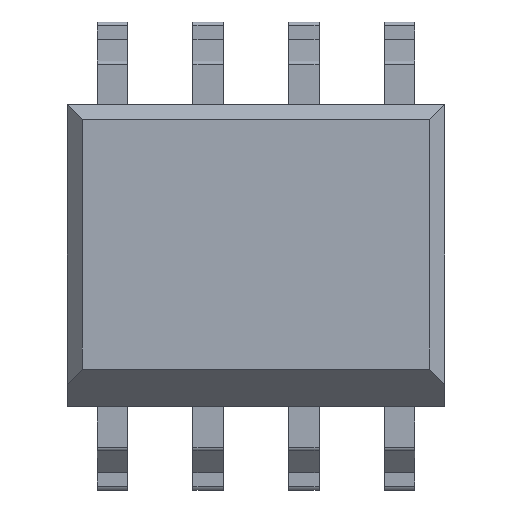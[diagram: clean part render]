
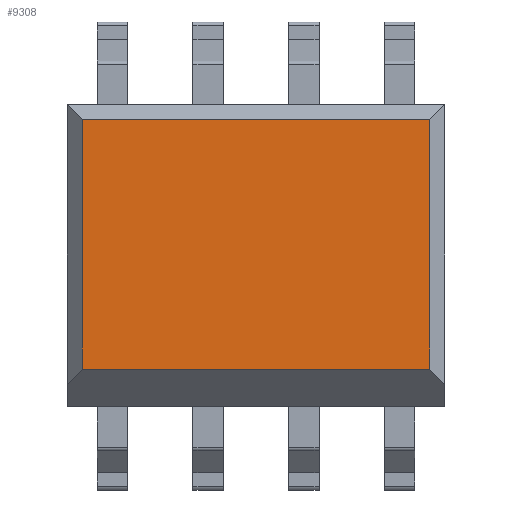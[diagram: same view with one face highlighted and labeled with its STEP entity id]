
A CAD part, top view. The second image highlights one B-rep face of the part: STEP entity #9308.
In plain terms, the highlighted planar face has unit normal (0, 0, 1).
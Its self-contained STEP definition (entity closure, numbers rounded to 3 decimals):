
#8596 = PLANE('',#8597);
#8597 = AXIS2_PLACEMENT_3D('',#8598,#8599,#8600);
#8598 = CARTESIAN_POINT('',(-2.5,1.9,1.65));
#8599 = DIRECTION('',(0.,0.707,0.707));
#8600 = DIRECTION('',(1.,0.,0.));
#8711 = PLANE('',#8712);
#8712 = AXIS2_PLACEMENT_3D('',#8713,#8714,#8715);
#8713 = CARTESIAN_POINT('',(-2.5,-1.75,1.5));
#8714 = DIRECTION('',(0.,-0.707,0.707));
#8715 = DIRECTION('',(-1.,0.,0.));
#8737 = PLANE('',#8738);
#8738 = AXIS2_PLACEMENT_3D('',#8739,#8740,#8741);
#8739 = CARTESIAN_POINT('',(-2.4,-1.5,1.65));
#8740 = DIRECTION('',(-0.707,0.,0.707));
#8741 = DIRECTION('',(0.,1.,0.));
#8860 = EDGE_CURVE('',#8861,#8863,#8865,.T.);
#8861 = VERTEX_POINT('',#8862);
#8862 = CARTESIAN_POINT('',(-2.3,1.8,1.75));
#8863 = VERTEX_POINT('',#8864);
#8864 = CARTESIAN_POINT('',(2.3,1.8,1.75));
#8865 = SURFACE_CURVE('',#8866,(#8870,#8877),.PCURVE_S1.);
#8866 = LINE('',#8867,#8868);
#8867 = CARTESIAN_POINT('',(-2.5,1.8,1.75));
#8868 = VECTOR('',#8869,1.);
#8869 = DIRECTION('',(1.,0.,0.));
#8870 = PCURVE('',#8596,#8871);
#8871 = DEFINITIONAL_REPRESENTATION('',(#8872),#8876);
#8872 = LINE('',#8873,#8874);
#8873 = CARTESIAN_POINT('',(0.,-0.141));
#8874 = VECTOR('',#8875,1.);
#8875 = DIRECTION('',(1.,0.));
#8876 = ( GEOMETRIC_REPRESENTATION_CONTEXT(2) 
PARAMETRIC_REPRESENTATION_CONTEXT() REPRESENTATION_CONTEXT('2D SPACE',''
  ) );
#8877 = PCURVE('',#8878,#8883);
#8878 = PLANE('',#8879);
#8879 = AXIS2_PLACEMENT_3D('',#8880,#8881,#8882);
#8880 = CARTESIAN_POINT('',(-2.5,-2.,1.75));
#8881 = DIRECTION('',(0.,0.,1.));
#8882 = DIRECTION('',(0.,1.,0.));
#8883 = DEFINITIONAL_REPRESENTATION('',(#8884),#8888);
#8884 = LINE('',#8885,#8886);
#8885 = CARTESIAN_POINT('',(3.8,0.));
#8886 = VECTOR('',#8887,1.);
#8887 = DIRECTION('',(0.,-1.));
#8888 = ( GEOMETRIC_REPRESENTATION_CONTEXT(2) 
PARAMETRIC_REPRESENTATION_CONTEXT() REPRESENTATION_CONTEXT('2D SPACE',''
  ) );
#8904 = PLANE('',#8905);
#8905 = AXIS2_PLACEMENT_3D('',#8906,#8907,#8908);
#8906 = CARTESIAN_POINT('',(2.4,-1.5,1.65));
#8907 = DIRECTION('',(-0.707,0.,-0.707));
#8908 = DIRECTION('',(0.,1.,0.));
#9136 = EDGE_CURVE('',#9137,#9139,#9141,.T.);
#9137 = VERTEX_POINT('',#9138);
#9138 = CARTESIAN_POINT('',(-2.3,-1.5,1.75));
#9139 = VERTEX_POINT('',#9140);
#9140 = CARTESIAN_POINT('',(2.3,-1.5,1.75));
#9141 = SURFACE_CURVE('',#9142,(#9146,#9153),.PCURVE_S1.);
#9142 = LINE('',#9143,#9144);
#9143 = CARTESIAN_POINT('',(-2.5,-1.5,1.75));
#9144 = VECTOR('',#9145,1.);
#9145 = DIRECTION('',(1.,0.,0.));
#9146 = PCURVE('',#8711,#9147);
#9147 = DEFINITIONAL_REPRESENTATION('',(#9148),#9152);
#9148 = LINE('',#9149,#9150);
#9149 = CARTESIAN_POINT('',(0.,-0.354));
#9150 = VECTOR('',#9151,1.);
#9151 = DIRECTION('',(-1.,0.));
#9152 = ( GEOMETRIC_REPRESENTATION_CONTEXT(2) 
PARAMETRIC_REPRESENTATION_CONTEXT() REPRESENTATION_CONTEXT('2D SPACE',''
  ) );
#9153 = PCURVE('',#8878,#9154);
#9154 = DEFINITIONAL_REPRESENTATION('',(#9155),#9159);
#9155 = LINE('',#9156,#9157);
#9156 = CARTESIAN_POINT('',(0.5,0.));
#9157 = VECTOR('',#9158,1.);
#9158 = DIRECTION('',(0.,-1.));
#9159 = ( GEOMETRIC_REPRESENTATION_CONTEXT(2) 
PARAMETRIC_REPRESENTATION_CONTEXT() REPRESENTATION_CONTEXT('2D SPACE',''
  ) );
#9210 = EDGE_CURVE('',#9137,#8861,#9211,.T.);
#9211 = SURFACE_CURVE('',#9212,(#9216,#9223),.PCURVE_S1.);
#9212 = LINE('',#9213,#9214);
#9213 = CARTESIAN_POINT('',(-2.3,-1.5,1.75));
#9214 = VECTOR('',#9215,1.);
#9215 = DIRECTION('',(0.,1.,0.));
#9216 = PCURVE('',#8737,#9217);
#9217 = DEFINITIONAL_REPRESENTATION('',(#9218),#9222);
#9218 = LINE('',#9219,#9220);
#9219 = CARTESIAN_POINT('',(0.,-0.141));
#9220 = VECTOR('',#9221,1.);
#9221 = DIRECTION('',(1.,0.));
#9222 = ( GEOMETRIC_REPRESENTATION_CONTEXT(2) 
PARAMETRIC_REPRESENTATION_CONTEXT() REPRESENTATION_CONTEXT('2D SPACE',''
  ) );
#9223 = PCURVE('',#8878,#9224);
#9224 = DEFINITIONAL_REPRESENTATION('',(#9225),#9229);
#9225 = LINE('',#9226,#9227);
#9226 = CARTESIAN_POINT('',(0.5,-0.2));
#9227 = VECTOR('',#9228,1.);
#9228 = DIRECTION('',(1.,0.));
#9229 = ( GEOMETRIC_REPRESENTATION_CONTEXT(2) 
PARAMETRIC_REPRESENTATION_CONTEXT() REPRESENTATION_CONTEXT('2D SPACE',''
  ) );
#9308 = ADVANCED_FACE('',(#9309),#8878,.T.);
#9309 = FACE_BOUND('',#9310,.T.);
#9310 = EDGE_LOOP('',(#9311,#9312,#9313,#9314));
#9311 = ORIENTED_EDGE('',*,*,#8860,.F.);
#9312 = ORIENTED_EDGE('',*,*,#9210,.F.);
#9313 = ORIENTED_EDGE('',*,*,#9136,.T.);
#9314 = ORIENTED_EDGE('',*,*,#9315,.T.);
#9315 = EDGE_CURVE('',#9139,#8863,#9316,.T.);
#9316 = SURFACE_CURVE('',#9317,(#9321,#9328),.PCURVE_S1.);
#9317 = LINE('',#9318,#9319);
#9318 = CARTESIAN_POINT('',(2.3,-1.5,1.75));
#9319 = VECTOR('',#9320,1.);
#9320 = DIRECTION('',(0.,1.,0.));
#9321 = PCURVE('',#8878,#9322);
#9322 = DEFINITIONAL_REPRESENTATION('',(#9323),#9327);
#9323 = LINE('',#9324,#9325);
#9324 = CARTESIAN_POINT('',(0.5,-4.8));
#9325 = VECTOR('',#9326,1.);
#9326 = DIRECTION('',(1.,0.));
#9327 = ( GEOMETRIC_REPRESENTATION_CONTEXT(2) 
PARAMETRIC_REPRESENTATION_CONTEXT() REPRESENTATION_CONTEXT('2D SPACE',''
  ) );
#9328 = PCURVE('',#8904,#9329);
#9329 = DEFINITIONAL_REPRESENTATION('',(#9330),#9334);
#9330 = LINE('',#9331,#9332);
#9331 = CARTESIAN_POINT('',(0.,-0.141));
#9332 = VECTOR('',#9333,1.);
#9333 = DIRECTION('',(1.,0.));
#9334 = ( GEOMETRIC_REPRESENTATION_CONTEXT(2) 
PARAMETRIC_REPRESENTATION_CONTEXT() REPRESENTATION_CONTEXT('2D SPACE',''
  ) );
